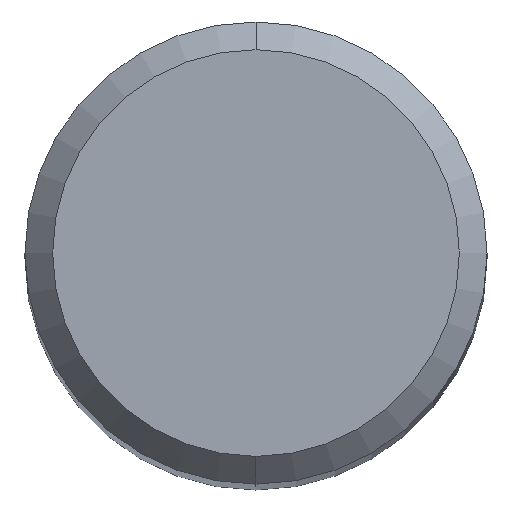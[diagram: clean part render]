
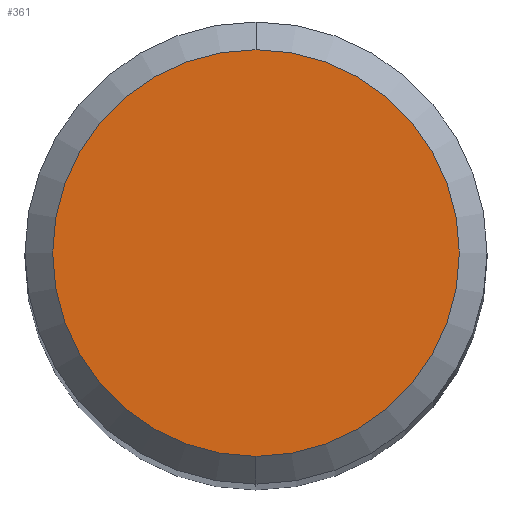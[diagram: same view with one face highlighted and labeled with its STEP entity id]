
A CAD part, top view. The second image highlights one B-rep face of the part: STEP entity #361.
In plain terms, the highlighted planar face has unit normal (0, 0, 1).
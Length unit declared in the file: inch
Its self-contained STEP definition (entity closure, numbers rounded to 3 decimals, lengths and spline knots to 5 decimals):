
#44 = EDGE_CURVE ( 'NONE', #522, #469, #174, .T. ) ;
#49 = ORIENTED_EDGE ( 'NONE', *, *, #44, .T. ) ;
#78 = AXIS2_PLACEMENT_3D ( 'NONE', #308, #311, #484 ) ;
#101 = DIRECTION ( 'NONE',  ( 0., 1., 0. ) ) ;
#107 = FACE_OUTER_BOUND ( 'NONE', #374, .T. ) ;
#170 = AXIS2_PLACEMENT_3D ( 'NONE', #503, #463, #101 ) ;
#174 = CIRCLE ( 'NONE', #78, 0.11 ) ;
#180 = CARTESIAN_POINT ( 'NONE',  ( 0., -0.11, 0. ) ) ;
#308 = CARTESIAN_POINT ( 'NONE',  ( 0., 0., 0. ) ) ;
#311 = DIRECTION ( 'NONE',  ( 0., 0., 1. ) ) ;
#330 = PLANE ( 'NONE',  #170 ) ;
#335 = ORIENTED_EDGE ( 'NONE', *, *, #349, .T. ) ;
#349 = EDGE_CURVE ( 'NONE', #469, #522, #508, .T. ) ;
#361 = ADVANCED_FACE ( 'NONE', ( #107 ), #330, .F. ) ;
#374 = EDGE_LOOP ( 'NONE', ( #49, #335 ) ) ;
#420 = CARTESIAN_POINT ( 'NONE',  ( 0., 0.11, 0. ) ) ;
#463 = DIRECTION ( 'NONE',  ( 0., 0., -1. ) ) ;
#468 = CARTESIAN_POINT ( 'NONE',  ( 0., 0., 0. ) ) ;
#469 = VERTEX_POINT ( 'NONE', #180 ) ;
#479 = AXIS2_PLACEMENT_3D ( 'NONE', #468, #509, #545 ) ;
#484 = DIRECTION ( 'NONE',  ( 0., -1., 0. ) ) ;
#503 = CARTESIAN_POINT ( 'NONE',  ( 0., 0.11, 0. ) ) ;
#508 = CIRCLE ( 'NONE', #479, 0.11 ) ;
#509 = DIRECTION ( 'NONE',  ( 0., 0., 1. ) ) ;
#522 = VERTEX_POINT ( 'NONE', #420 ) ;
#545 = DIRECTION ( 'NONE',  ( 0., -1., 0. ) ) ;
